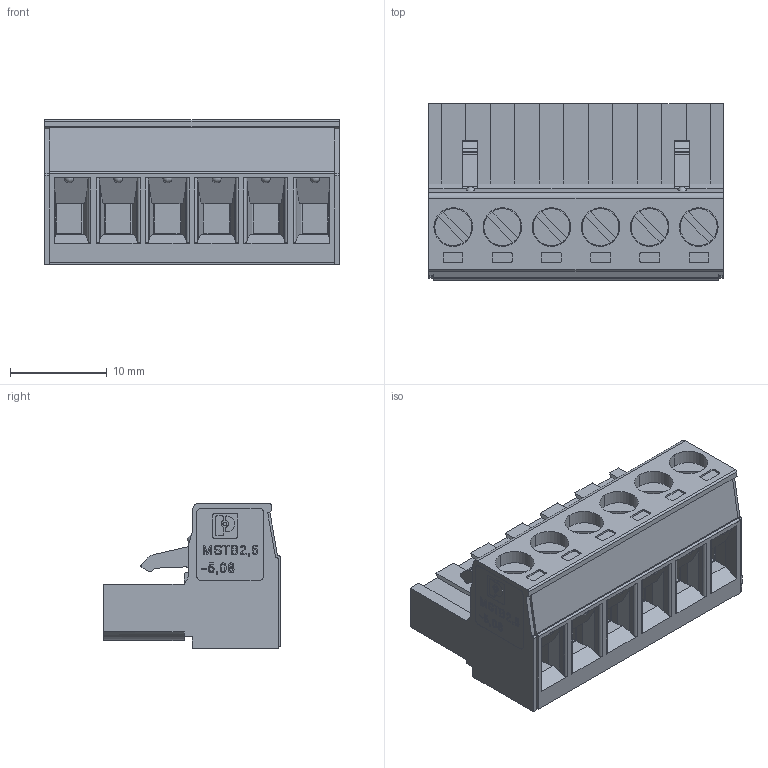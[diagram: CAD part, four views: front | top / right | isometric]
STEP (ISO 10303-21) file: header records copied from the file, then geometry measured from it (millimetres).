
FILE_DESCRIPTION(('STEP AP203'),'1');
FILE_NAME('1757051.stp','2024-12-11T08:12:59',('TraceParts'),('TraceParts S.A.'),'Spatial InterOp 3D',' ',' ');
FILE_SCHEMA(('CONFIG_CONTROL_DESIGN'));
Length unit declared in the file: millimetre
Products named in the file (1): 1
Bounding box: 30.54 x 18.3 x 15 mm (x, y, z)
Volume: 4288.1 mm3; surface area: 6620.8 mm2
Topology: 19 solids, 19 shells, 1276 faces, 3493 edges, 2308 vertices
Faces by surface type: plane 966, cylinder 290, cone 12, sphere 8
Entity records: 40833 total; most frequent: CARTESIAN_POINT 7606, ORIENTED_EDGE 6986, DIRECTION 6753, EDGE_CURVE 3493, LINE 2783, VECTOR 2783, VERTEX_POINT 2308, AXIS2_PLACEMENT_3D 1985
